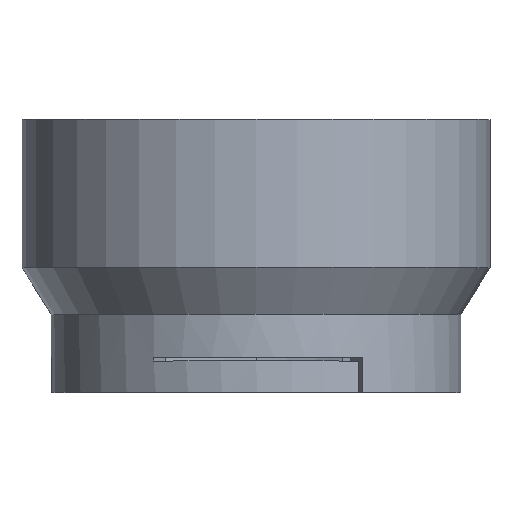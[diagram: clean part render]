
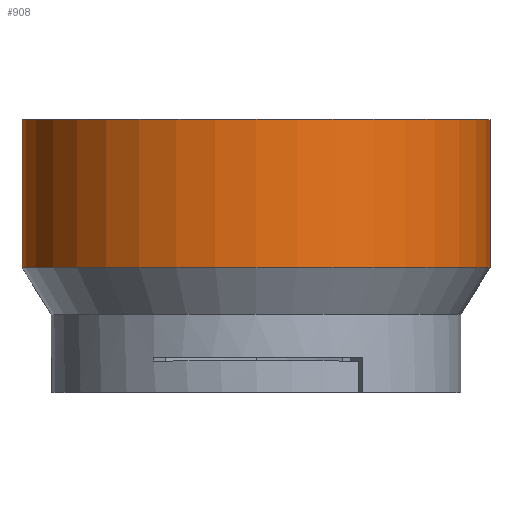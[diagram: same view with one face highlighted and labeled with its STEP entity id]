
A CAD part, top view. The second image highlights one B-rep face of the part: STEP entity #908.
In plain terms, the highlighted cylindrical face has radius 30 mm (diameter 60 mm), a partial arc.
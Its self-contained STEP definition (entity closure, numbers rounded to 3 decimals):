
#214=DIRECTION('',(0.,-1.,0.));
#215=VECTOR('',#214,19.);
#216=CARTESIAN_POINT('',(-30.,35.,0.));
#217=LINE('',#216,#215);
#218=CARTESIAN_POINT('',(0.,35.,0.));
#219=DIRECTION('',(0.,1.,0.));
#220=DIRECTION('',(-1.,0.,0.));
#221=AXIS2_PLACEMENT_3D('',#218,#219,#220);
#223=DIRECTION('',(0.,-1.,0.));
#224=VECTOR('',#223,19.);
#225=CARTESIAN_POINT('',(30.,35.,0.));
#226=LINE('',#225,#224);
#241=CARTESIAN_POINT('',(0.,16.,0.));
#242=DIRECTION('',(0.,1.,0.));
#243=DIRECTION('',(-1.,0.,0.));
#244=AXIS2_PLACEMENT_3D('',#241,#242,#243);
#513=CARTESIAN_POINT('',(-30.,35.,0.));
#514=CARTESIAN_POINT('',(-30.,16.,0.));
#515=VERTEX_POINT('',#513);
#516=VERTEX_POINT('',#514);
#519=CARTESIAN_POINT('',(30.,35.,0.));
#520=CARTESIAN_POINT('',(30.,16.,0.));
#521=VERTEX_POINT('',#519);
#522=VERTEX_POINT('',#520);
#894=CARTESIAN_POINT('',(0.,91.403,0.));
#895=DIRECTION('',(0.,-1.,0.));
#896=DIRECTION('',(-1.,0.,0.));
#897=AXIS2_PLACEMENT_3D('',#894,#895,#896);
#898=CYLINDRICAL_SURFACE('',#897,30.);
#900=ORIENTED_EDGE('',*,*,#899,.F.);
#901=ORIENTED_EDGE('',*,*,#882,.T.);
#903=ORIENTED_EDGE('',*,*,#902,.T.);
#905=ORIENTED_EDGE('',*,*,#904,.F.);
#906=EDGE_LOOP('',(#900,#901,#903,#905));
#907=FACE_OUTER_BOUND('',#906,.F.);
#222=CIRCLE('',#221,30.);
#245=CIRCLE('',#244,30.);
#882=EDGE_CURVE('',#515,#521,#222,.T.);
#899=EDGE_CURVE('',#515,#516,#217,.T.);
#902=EDGE_CURVE('',#521,#522,#226,.T.);
#904=EDGE_CURVE('',#516,#522,#245,.T.);
#908=ADVANCED_FACE('',(#907),#898,.T.);
